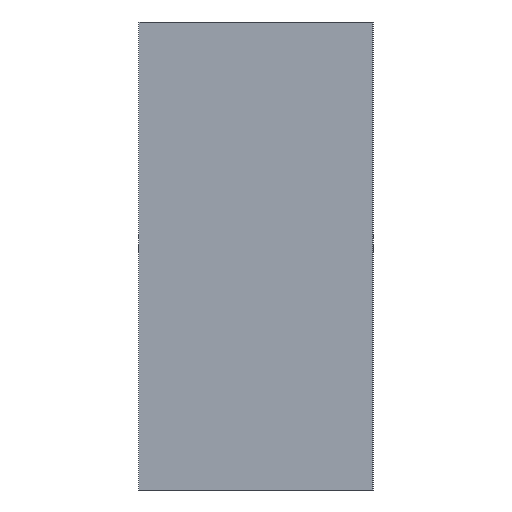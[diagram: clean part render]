
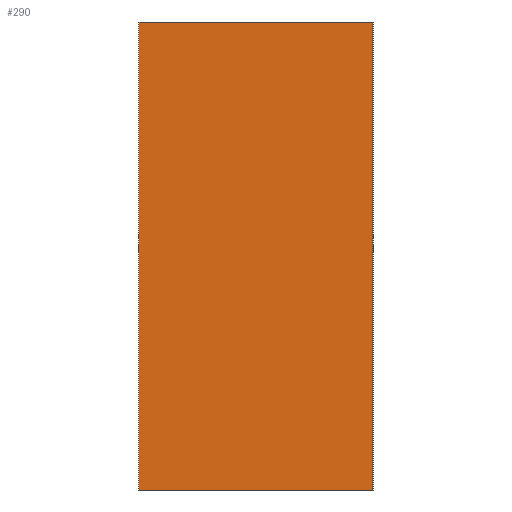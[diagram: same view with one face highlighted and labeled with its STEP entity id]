
A CAD part, left-side view. The second image highlights one B-rep face of the part: STEP entity #290.
In plain terms, the highlighted planar face has unit normal (-1, 0, 0).
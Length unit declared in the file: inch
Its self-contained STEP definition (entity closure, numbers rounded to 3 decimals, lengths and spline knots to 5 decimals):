
#22 = ORIENTED_EDGE ( 'NONE', *, *, #875, .T. ) ;
#37 = CARTESIAN_POINT ( 'NONE',  ( -0.315, 0.06, -0.06 ) ) ;
#41 = LINE ( 'NONE', #408, #781 ) ;
#67 = VECTOR ( 'NONE', #830, 39.37008 ) ;
#74 = ORIENTED_EDGE ( 'NONE', *, *, #291, .T. ) ;
#76 = DIRECTION ( 'NONE',  ( 0., -1., 0. ) ) ;
#79 = LINE ( 'NONE', #636, #925 ) ;
#101 = VERTEX_POINT ( 'NONE', #104 ) ;
#104 = CARTESIAN_POINT ( 'NONE',  ( -0.315, 0., -0.06 ) ) ;
#109 = CARTESIAN_POINT ( 'NONE',  ( -0.315, 0.06, 0.06 ) ) ;
#147 = CARTESIAN_POINT ( 'NONE',  ( -0.315, 0.06, 0.06 ) ) ;
#153 = CARTESIAN_POINT ( 'NONE',  ( -0.315, 0., 0.06 ) ) ;
#196 = VERTEX_POINT ( 'NONE', #37 ) ;
#227 = PLANE ( 'NONE',  #515 ) ;
#290 = ADVANCED_FACE ( 'NONE', ( #565 ), #227, .F. ) ;
#291 = EDGE_CURVE ( 'NONE', #101, #890, #79, .T. ) ;
#318 = DIRECTION ( 'NONE',  ( 0., 0., -1. ) ) ;
#408 = CARTESIAN_POINT ( 'NONE',  ( -0.315, 0.06, -0.06 ) ) ;
#515 = AXIS2_PLACEMENT_3D ( 'NONE', #147, #714, #318 ) ;
#525 = LINE ( 'NONE', #109, #67 ) ;
#565 = FACE_OUTER_BOUND ( 'NONE', #624, .T. ) ;
#579 = VERTEX_POINT ( 'NONE', #588 ) ;
#588 = CARTESIAN_POINT ( 'NONE',  ( -0.315, 0.06, 0.06 ) ) ;
#593 = ORIENTED_EDGE ( 'NONE', *, *, #600, .F. ) ;
#600 = EDGE_CURVE ( 'NONE', #196, #579, #525, .T. ) ;
#621 = LINE ( 'NONE', #1037, #694 ) ;
#624 = EDGE_LOOP ( 'NONE', ( #74, #874, #593, #22 ) ) ;
#636 = CARTESIAN_POINT ( 'NONE',  ( -0.315, 0., 0.06 ) ) ;
#694 = VECTOR ( 'NONE', #873, 39.37008 ) ;
#714 = DIRECTION ( 'NONE',  ( 1., 0., 0. ) ) ;
#774 = EDGE_CURVE ( 'NONE', #579, #890, #621, .T. ) ;
#781 = VECTOR ( 'NONE', #76, 39.37008 ) ;
#830 = DIRECTION ( 'NONE',  ( 0., 0., 1. ) ) ;
#873 = DIRECTION ( 'NONE',  ( 0., -1., 0. ) ) ;
#874 = ORIENTED_EDGE ( 'NONE', *, *, #774, .F. ) ;
#875 = EDGE_CURVE ( 'NONE', #196, #101, #41, .T. ) ;
#890 = VERTEX_POINT ( 'NONE', #153 ) ;
#925 = VECTOR ( 'NONE', #1044, 39.37008 ) ;
#1037 = CARTESIAN_POINT ( 'NONE',  ( -0.315, 0.06, 0.06 ) ) ;
#1044 = DIRECTION ( 'NONE',  ( 0., 0., 1. ) ) ;
